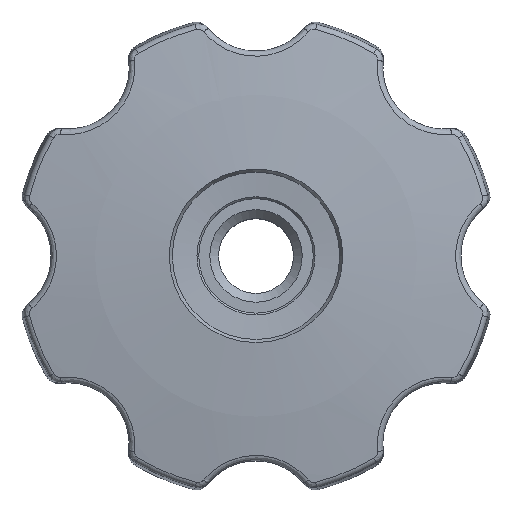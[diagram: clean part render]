
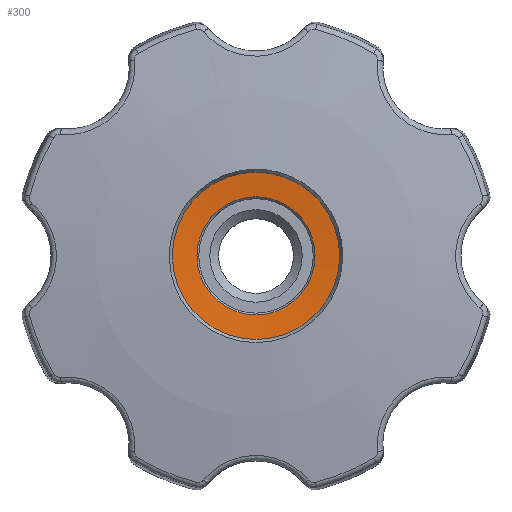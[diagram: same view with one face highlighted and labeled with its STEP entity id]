
A CAD part, top view. The second image highlights one B-rep face of the part: STEP entity #300.
In plain terms, the highlighted spherical face has radius 84.351 mm.
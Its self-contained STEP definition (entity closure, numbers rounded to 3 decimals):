
#300 = ADVANCED_FACE( '', ( #801, #802 ), #803, .F. );
#801 = FACE_OUTER_BOUND( '', #1962, .T. );
#802 = FACE_OUTER_BOUND( '', #1963, .T. );
#803 = SPHERICAL_SURFACE( '', #1964, 84.351 );
#1962 = EDGE_LOOP( '', ( #6520 ) );
#1963 = EDGE_LOOP( '', ( #6521 ) );
#1964 = AXIS2_PLACEMENT_3D( '', #6522, #6523, #6524 );
#6520 = ORIENTED_EDGE( '', *, *, #8295, .T. );
#6521 = ORIENTED_EDGE( '', *, *, #8296, .T. );
#6522 = CARTESIAN_POINT( '', ( 0., 0., 111.851 ) );
#6523 = DIRECTION( '', ( 0., 0., 1. ) );
#6524 = DIRECTION( '', ( 1., 0., 0. ) );
#8295 = EDGE_CURVE( '', #9148, #9148, #9149, .F. );
#8296 = EDGE_CURVE( '', #9150, #9150, #9151, .T. );
#9148 = VERTEX_POINT( '', #10522 );
#9149 = CIRCLE( '', #10523, 6.699 );
#9150 = VERTEX_POINT( '', #10524 );
#9151 = CIRCLE( '', #10525, 9.5 );
#10522 = CARTESIAN_POINT( '', ( 6.699, 0., 27.766 ) );
#10523 = AXIS2_PLACEMENT_3D( '', #13769, #13770, #13771 );
#10524 = CARTESIAN_POINT( '', ( 9.5, 0., 28.037 ) );
#10525 = AXIS2_PLACEMENT_3D( '', #13772, #13773, #13774 );
#13769 = CARTESIAN_POINT( '', ( 0., 0., 27.766 ) );
#13770 = DIRECTION( '', ( 0., 0., 1. ) );
#13771 = DIRECTION( '', ( 1., 0., 0. ) );
#13772 = CARTESIAN_POINT( '', ( 0., 0., 28.037 ) );
#13773 = DIRECTION( '', ( 0., 0., 1. ) );
#13774 = DIRECTION( '', ( 1., 0., 0. ) );
